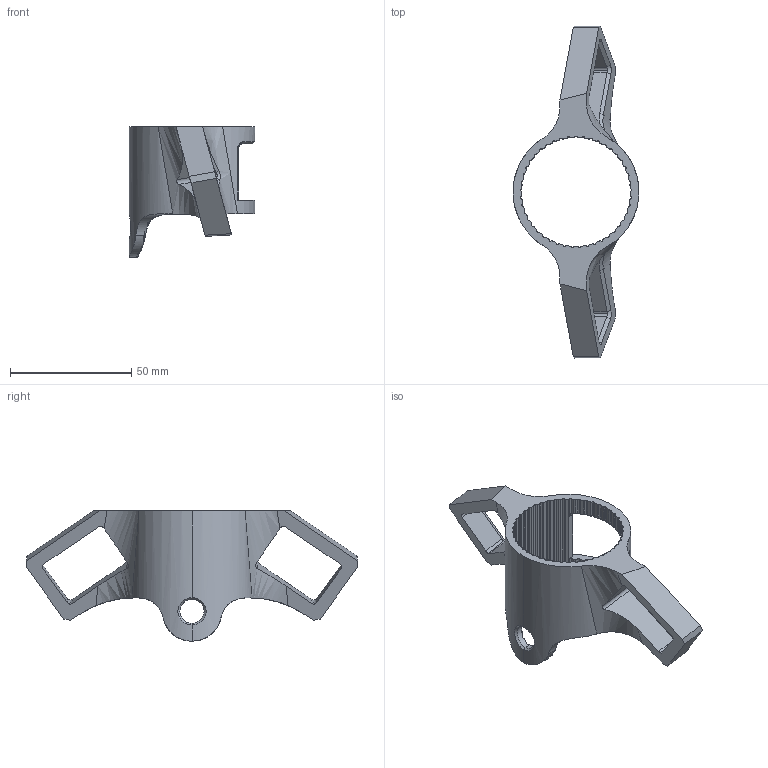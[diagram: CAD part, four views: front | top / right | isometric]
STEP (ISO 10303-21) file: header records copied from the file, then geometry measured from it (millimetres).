
FILE_DESCRIPTION (( 'STEP AP214' ), '1' );
FILE_NAME ('z-drip_15-35-rc5-1.STEP', '2021-01-15T16:45:11', ( '' ), ( '' ), 'SwSTEP 2.0', 'SolidWorks 2020', '' );
FILE_SCHEMA (( 'AUTOMOTIVE_DESIGN' ));
Length unit declared in the file: millimetre
Products named in the file (1): z-drip_15-35-rc5-1
Bounding box: 52 x 137.17 x 53.82 mm (x, y, z)
Volume: 34700.6 mm3; surface area: 18479.6 mm2
Topology: 1 solids, 1 shells, 359 faces, 1068 edges, 703 vertices
Faces by surface type: cylinder 299, plane 36, bspline 22, cone 2
Entity records: 15815 total; most frequent: CARTESIAN_POINT 6291, ORIENTED_EDGE 2136, DIRECTION 1940, EDGE_CURVE 1068, AXIS2_PLACEMENT_3D 781, VERTEX_POINT 703, CIRCLE 443, LINE 378
